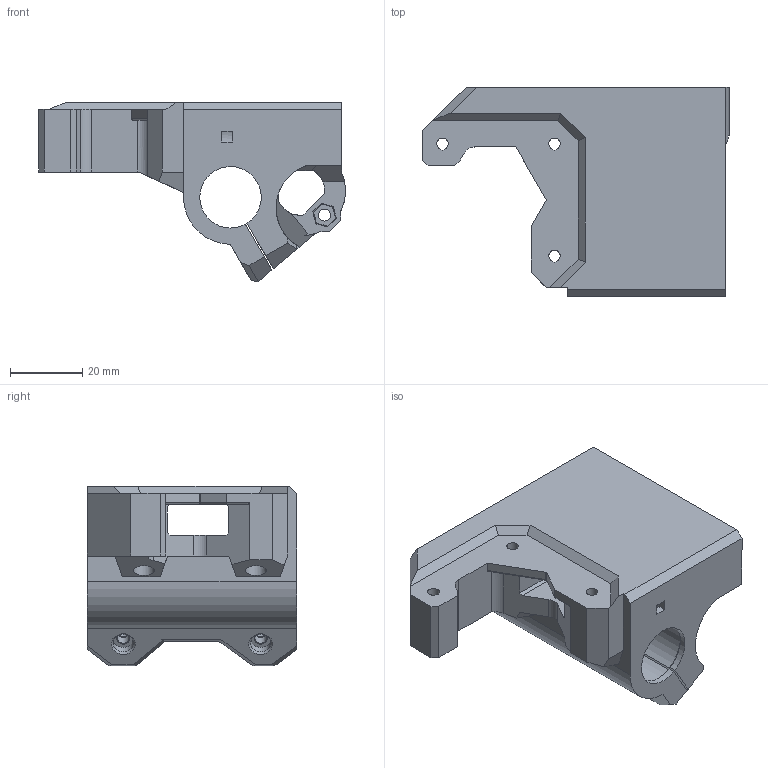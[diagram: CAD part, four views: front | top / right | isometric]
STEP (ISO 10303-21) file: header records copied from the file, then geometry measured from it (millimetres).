
FILE_DESCRIPTION(/* description */ (''),/* implementation_level */ '2;1');
FILE_NAME(/* name */ 'MB-Z10.x-axis.MB-x-idler-right.step',/* time_stamp */ '2023-03-31T22:41:17+02:00',/* author */ (''),/* organization */ (''),/* preprocessor_version */ 'ST-DEVELOPER v19.2',/* originating_system */ 'Autodesk Translation Framework v11.17.0.187',/* authorisation */ '');
FILE_SCHEMA (('AUTOMOTIVE_DESIGN { 1 0 10303 214 3 1 1 }'));
Length unit declared in the file: millimetre
Products named in the file (2): MB-x-idler-right; Mini Bear 2 With OEM Z-Axis v22
Assembly tree (1 placements, depth 2):
  MB-x-idler-right
    Mini Bear 2 With OEM Z-Axis v22
Bounding box: 84.88 x 58 x 49.65 mm (x, y, z)
Volume: 70821.8 mm3; surface area: 26644.7 mm2
Topology: 1 solids, 6 shells, 316 faces, 838 edges, 539 vertices
Faces by surface type: plane 267, cylinder 35, cone 10, bspline 3, torus 1
Full cylindrical faces by diameter (mm): 3.2 x5, 3.3 x3, 5.6 x2, 5.8 x3, 13.5 x1
Entity records: 9792 total; most frequent: CARTESIAN_POINT 1911, ORIENTED_EDGE 1676, DIRECTION 1532, EDGE_CURVE 838, LINE 666, VECTOR 666, VERTEX_POINT 539, AXIS2_PLACEMENT_3D 433
